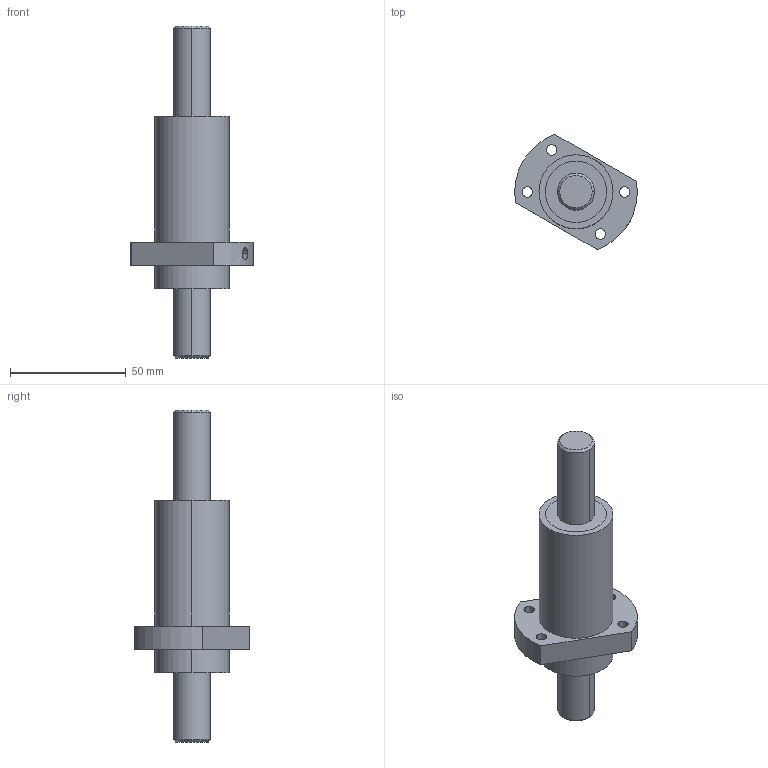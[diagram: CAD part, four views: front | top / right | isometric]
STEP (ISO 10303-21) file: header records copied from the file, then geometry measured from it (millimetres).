
FILE_DESCRIPTION (( 'STEP AP214' ), '1' );
FILE_NAME ('SFY1632-3.6.STEP', '2019-04-24T05:36:33', ( '' ), ( '' ), 'SwSTEP 2.0', 'SolidWorks 2015', '' );
FILE_SCHEMA (( 'AUTOMOTIVE_DESIGN' ));
Length unit declared in the file: millimetre
Products named in the file (1): SFY1632-3.6
Bounding box: 53 x 49.77 x 143.5 mm (x, y, z)
Volume: 81618.8 mm3; surface area: 26793.2 mm2
Topology: 4 solids, 4 shells, 608 faces, 1671 edges, 1114 vertices
Faces by surface type: bspline 425, plane 101, cylinder 78, cone 4
Entity records: 27693 total; most frequent: CARTESIAN_POINT 15968, ORIENTED_EDGE 3342, EDGE_CURVE 1671, B_SPLINE_CURVE_WITH_KNOTS 1355, VERTEX_POINT 1114, DIRECTION 804, EDGE_LOOP 665, ADVANCED_FACE 608
